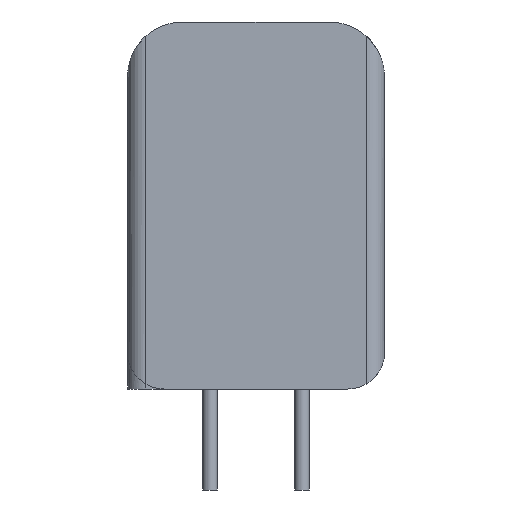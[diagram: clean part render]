
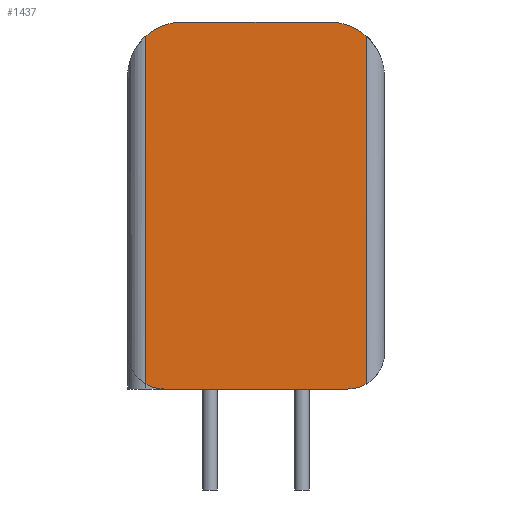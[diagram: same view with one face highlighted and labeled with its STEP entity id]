
A CAD part, front view. The second image highlights one B-rep face of the part: STEP entity #1437.
In plain terms, the highlighted planar face has unit normal (0, -1, 0).
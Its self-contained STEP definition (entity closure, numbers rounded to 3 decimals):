
#227 = VERTEX_POINT('',#228);
#228 = CARTESIAN_POINT('',(-2.5,-2.,2.4));
#242 = PLANE('',#243);
#243 = AXIS2_PLACEMENT_3D('',#244,#245,#246);
#244 = CARTESIAN_POINT('',(2.5,0.05,2.4));
#245 = DIRECTION('',(-0.,-0.,-1.));
#246 = DIRECTION('',(-1.,0.,0.));
#268 = PLANE('',#269);
#269 = AXIS2_PLACEMENT_3D('',#270,#271,#272);
#270 = CARTESIAN_POINT('',(8.5,-2.,2.4));
#271 = DIRECTION('',(0.,-1.,0.));
#272 = DIRECTION('',(-1.,0.,0.));
#377 = CYLINDRICAL_SURFACE('',#378,3.);
#378 = AXIS2_PLACEMENT_3D('',#379,#380,#381);
#379 = CARTESIAN_POINT('',(-1.5,-2.,19.4));
#380 = DIRECTION('',(0.,-1.,0.));
#381 = DIRECTION('',(1.,0.,0.));
#444 = CYLINDRICAL_SURFACE('',#445,1.);
#445 = AXIS2_PLACEMENT_3D('',#446,#447,#448);
#446 = CARTESIAN_POINT('',(-3.5,-1.,2.4));
#447 = DIRECTION('',(-0.,-0.,-1.));
#448 = DIRECTION('',(1.,0.,0.));
#484 = VERTEX_POINT('',#485);
#485 = CARTESIAN_POINT('',(-3.5,-2.,2.668));
#759 = EDGE_CURVE('',#484,#227,#760,.T.);
#760 = SURFACE_CURVE('',#761,(#766,#773),.PCURVE_S1.);
#761 = CIRCLE('',#762,2.);
#762 = AXIS2_PLACEMENT_3D('',#763,#764,#765);
#763 = CARTESIAN_POINT('',(-2.5,-2.,4.4));
#764 = DIRECTION('',(0.,-1.,0.));
#765 = DIRECTION('',(1.,0.,0.));
#766 = PCURVE('',#268,#767);
#767 = DEFINITIONAL_REPRESENTATION('',(#768),#772);
#768 = CIRCLE('',#769,2.);
#769 = AXIS2_PLACEMENT_2D('',#770,#771);
#770 = CARTESIAN_POINT('',(11.,-2.));
#771 = DIRECTION('',(-1.,-0.));
#772 = ( GEOMETRIC_REPRESENTATION_CONTEXT(2) 
PARAMETRIC_REPRESENTATION_CONTEXT() REPRESENTATION_CONTEXT('2D SPACE',''
  ) );
#773 = PCURVE('',#774,#779);
#774 = PLANE('',#775);
#775 = AXIS2_PLACEMENT_3D('',#776,#777,#778);
#776 = CARTESIAN_POINT('',(8.5,-2.,2.4));
#777 = DIRECTION('',(0.,-1.,0.));
#778 = DIRECTION('',(-1.,0.,0.));
#779 = DEFINITIONAL_REPRESENTATION('',(#780),#784);
#780 = CIRCLE('',#781,2.);
#781 = AXIS2_PLACEMENT_2D('',#782,#783);
#782 = CARTESIAN_POINT('',(11.,-2.));
#783 = DIRECTION('',(-1.,-0.));
#784 = ( GEOMETRIC_REPRESENTATION_CONTEXT(2) 
PARAMETRIC_REPRESENTATION_CONTEXT() REPRESENTATION_CONTEXT('2D SPACE',''
  ) );
#790 = EDGE_CURVE('',#791,#227,#793,.T.);
#791 = VERTEX_POINT('',#792);
#792 = CARTESIAN_POINT('',(7.5,-2.,2.4));
#793 = SURFACE_CURVE('',#794,(#798,#805),.PCURVE_S1.);
#794 = LINE('',#795,#796);
#795 = CARTESIAN_POINT('',(8.5,-2.,2.4));
#796 = VECTOR('',#797,1.);
#797 = DIRECTION('',(-1.,0.,0.));
#798 = PCURVE('',#242,#799);
#799 = DEFINITIONAL_REPRESENTATION('',(#800),#804);
#800 = LINE('',#801,#802);
#801 = CARTESIAN_POINT('',(-6.,-2.05));
#802 = VECTOR('',#803,1.);
#803 = DIRECTION('',(1.,0.));
#804 = ( GEOMETRIC_REPRESENTATION_CONTEXT(2) 
PARAMETRIC_REPRESENTATION_CONTEXT() REPRESENTATION_CONTEXT('2D SPACE',''
  ) );
#805 = PCURVE('',#774,#806);
#806 = DEFINITIONAL_REPRESENTATION('',(#807),#811);
#807 = LINE('',#808,#809);
#808 = CARTESIAN_POINT('',(0.,-0.));
#809 = VECTOR('',#810,1.);
#810 = DIRECTION('',(1.,0.));
#811 = ( GEOMETRIC_REPRESENTATION_CONTEXT(2) 
PARAMETRIC_REPRESENTATION_CONTEXT() REPRESENTATION_CONTEXT('2D SPACE',''
  ) );
#851 = CYLINDRICAL_SURFACE('',#852,2.);
#852 = AXIS2_PLACEMENT_3D('',#853,#854,#855);
#853 = CARTESIAN_POINT('',(7.5,-2.,4.4));
#854 = DIRECTION('',(0.,-1.,0.));
#855 = DIRECTION('',(1.,0.,0.));
#963 = EDGE_CURVE('',#964,#966,#968,.T.);
#964 = VERTEX_POINT('',#965);
#965 = CARTESIAN_POINT('',(-1.5,-2.,22.4));
#966 = VERTEX_POINT('',#967);
#967 = CARTESIAN_POINT('',(-3.5,-2.,21.636));
#968 = SURFACE_CURVE('',#969,(#974,#981),.PCURVE_S1.);
#969 = CIRCLE('',#970,3.);
#970 = AXIS2_PLACEMENT_3D('',#971,#972,#973);
#971 = CARTESIAN_POINT('',(-1.5,-2.,19.4));
#972 = DIRECTION('',(0.,-1.,0.));
#973 = DIRECTION('',(1.,0.,0.));
#974 = PCURVE('',#377,#975);
#975 = DEFINITIONAL_REPRESENTATION('',(#976),#980);
#976 = LINE('',#977,#978);
#977 = CARTESIAN_POINT('',(0.,0.));
#978 = VECTOR('',#979,1.);
#979 = DIRECTION('',(1.,0.));
#980 = ( GEOMETRIC_REPRESENTATION_CONTEXT(2) 
PARAMETRIC_REPRESENTATION_CONTEXT() REPRESENTATION_CONTEXT('2D SPACE',''
  ) );
#981 = PCURVE('',#774,#982);
#982 = DEFINITIONAL_REPRESENTATION('',(#983),#987);
#983 = CIRCLE('',#984,3.);
#984 = AXIS2_PLACEMENT_2D('',#985,#986);
#985 = CARTESIAN_POINT('',(10.,-17.));
#986 = DIRECTION('',(-1.,-0.));
#987 = ( GEOMETRIC_REPRESENTATION_CONTEXT(2) 
PARAMETRIC_REPRESENTATION_CONTEXT() REPRESENTATION_CONTEXT('2D SPACE',''
  ) );
#1005 = PLANE('',#1006);
#1006 = AXIS2_PLACEMENT_3D('',#1007,#1008,#1009);
#1007 = CARTESIAN_POINT('',(2.5,0.05,22.4));
#1008 = DIRECTION('',(-0.,-0.,-1.));
#1009 = DIRECTION('',(-1.,0.,0.));
#1344 = CYLINDRICAL_SURFACE('',#1345,3.);
#1345 = AXIS2_PLACEMENT_3D('',#1346,#1347,#1348);
#1346 = CARTESIAN_POINT('',(6.5,-2.,19.4));
#1347 = DIRECTION('',(0.,-1.,0.));
#1348 = DIRECTION('',(1.,0.,0.));
#1417 = EDGE_CURVE('',#484,#966,#1418,.T.);
#1418 = SURFACE_CURVE('',#1419,(#1423,#1430),.PCURVE_S1.);
#1419 = LINE('',#1420,#1421);
#1420 = CARTESIAN_POINT('',(-3.5,-2.,2.4));
#1421 = VECTOR('',#1422,1.);
#1422 = DIRECTION('',(0.,0.,1.));
#1423 = PCURVE('',#444,#1424);
#1424 = DEFINITIONAL_REPRESENTATION('',(#1425),#1429);
#1425 = LINE('',#1426,#1427);
#1426 = CARTESIAN_POINT('',(-4.712,0.));
#1427 = VECTOR('',#1428,1.);
#1428 = DIRECTION('',(-0.,-1.));
#1429 = ( GEOMETRIC_REPRESENTATION_CONTEXT(2) 
PARAMETRIC_REPRESENTATION_CONTEXT() REPRESENTATION_CONTEXT('2D SPACE',''
  ) );
#1430 = PCURVE('',#774,#1431);
#1431 = DEFINITIONAL_REPRESENTATION('',(#1432),#1436);
#1432 = LINE('',#1433,#1434);
#1433 = CARTESIAN_POINT('',(12.,0.));
#1434 = VECTOR('',#1435,1.);
#1435 = DIRECTION('',(0.,-1.));
#1436 = ( GEOMETRIC_REPRESENTATION_CONTEXT(2) 
PARAMETRIC_REPRESENTATION_CONTEXT() REPRESENTATION_CONTEXT('2D SPACE',''
  ) );
#1437 = ADVANCED_FACE('',(#1438),#774,.T.);
#1438 = FACE_BOUND('',#1439,.T.);
#1439 = EDGE_LOOP('',(#1440,#1464,#1492,#1516,#1537,#1538,#1539,#1540));
#1440 = ORIENTED_EDGE('',*,*,#1441,.T.);
#1441 = EDGE_CURVE('',#791,#1442,#1444,.T.);
#1442 = VERTEX_POINT('',#1443);
#1443 = CARTESIAN_POINT('',(8.5,-2.,2.668));
#1444 = SURFACE_CURVE('',#1445,(#1450,#1457),.PCURVE_S1.);
#1445 = CIRCLE('',#1446,2.);
#1446 = AXIS2_PLACEMENT_3D('',#1447,#1448,#1449);
#1447 = CARTESIAN_POINT('',(7.5,-2.,4.4));
#1448 = DIRECTION('',(0.,-1.,0.));
#1449 = DIRECTION('',(1.,0.,0.));
#1450 = PCURVE('',#774,#1451);
#1451 = DEFINITIONAL_REPRESENTATION('',(#1452),#1456);
#1452 = CIRCLE('',#1453,2.);
#1453 = AXIS2_PLACEMENT_2D('',#1454,#1455);
#1454 = CARTESIAN_POINT('',(1.,-2.));
#1455 = DIRECTION('',(-1.,-0.));
#1456 = ( GEOMETRIC_REPRESENTATION_CONTEXT(2) 
PARAMETRIC_REPRESENTATION_CONTEXT() REPRESENTATION_CONTEXT('2D SPACE',''
  ) );
#1457 = PCURVE('',#851,#1458);
#1458 = DEFINITIONAL_REPRESENTATION('',(#1459),#1463);
#1459 = LINE('',#1460,#1461);
#1460 = CARTESIAN_POINT('',(0.,0.));
#1461 = VECTOR('',#1462,1.);
#1462 = DIRECTION('',(1.,0.));
#1463 = ( GEOMETRIC_REPRESENTATION_CONTEXT(2) 
PARAMETRIC_REPRESENTATION_CONTEXT() REPRESENTATION_CONTEXT('2D SPACE',''
  ) );
#1464 = ORIENTED_EDGE('',*,*,#1465,.T.);
#1465 = EDGE_CURVE('',#1442,#1466,#1468,.T.);
#1466 = VERTEX_POINT('',#1467);
#1467 = CARTESIAN_POINT('',(8.5,-2.,21.636));
#1468 = SURFACE_CURVE('',#1469,(#1473,#1480),.PCURVE_S1.);
#1469 = LINE('',#1470,#1471);
#1470 = CARTESIAN_POINT('',(8.5,-2.,2.4));
#1471 = VECTOR('',#1472,1.);
#1472 = DIRECTION('',(0.,0.,1.));
#1473 = PCURVE('',#774,#1474);
#1474 = DEFINITIONAL_REPRESENTATION('',(#1475),#1479);
#1475 = LINE('',#1476,#1477);
#1476 = CARTESIAN_POINT('',(0.,-0.));
#1477 = VECTOR('',#1478,1.);
#1478 = DIRECTION('',(0.,-1.));
#1479 = ( GEOMETRIC_REPRESENTATION_CONTEXT(2) 
PARAMETRIC_REPRESENTATION_CONTEXT() REPRESENTATION_CONTEXT('2D SPACE',''
  ) );
#1480 = PCURVE('',#1481,#1486);
#1481 = CYLINDRICAL_SURFACE('',#1482,1.);
#1482 = AXIS2_PLACEMENT_3D('',#1483,#1484,#1485);
#1483 = CARTESIAN_POINT('',(8.5,-1.,2.4));
#1484 = DIRECTION('',(-0.,-0.,-1.));
#1485 = DIRECTION('',(1.,0.,0.));
#1486 = DEFINITIONAL_REPRESENTATION('',(#1487),#1491);
#1487 = LINE('',#1488,#1489);
#1488 = CARTESIAN_POINT('',(-4.712,0.));
#1489 = VECTOR('',#1490,1.);
#1490 = DIRECTION('',(-0.,-1.));
#1491 = ( GEOMETRIC_REPRESENTATION_CONTEXT(2) 
PARAMETRIC_REPRESENTATION_CONTEXT() REPRESENTATION_CONTEXT('2D SPACE',''
  ) );
#1492 = ORIENTED_EDGE('',*,*,#1493,.T.);
#1493 = EDGE_CURVE('',#1466,#1494,#1496,.T.);
#1494 = VERTEX_POINT('',#1495);
#1495 = CARTESIAN_POINT('',(6.5,-2.,22.4));
#1496 = SURFACE_CURVE('',#1497,(#1502,#1509),.PCURVE_S1.);
#1497 = CIRCLE('',#1498,3.);
#1498 = AXIS2_PLACEMENT_3D('',#1499,#1500,#1501);
#1499 = CARTESIAN_POINT('',(6.5,-2.,19.4));
#1500 = DIRECTION('',(0.,-1.,0.));
#1501 = DIRECTION('',(1.,0.,0.));
#1502 = PCURVE('',#774,#1503);
#1503 = DEFINITIONAL_REPRESENTATION('',(#1504),#1508);
#1504 = CIRCLE('',#1505,3.);
#1505 = AXIS2_PLACEMENT_2D('',#1506,#1507);
#1506 = CARTESIAN_POINT('',(2.,-17.));
#1507 = DIRECTION('',(-1.,-0.));
#1508 = ( GEOMETRIC_REPRESENTATION_CONTEXT(2) 
PARAMETRIC_REPRESENTATION_CONTEXT() REPRESENTATION_CONTEXT('2D SPACE',''
  ) );
#1509 = PCURVE('',#1344,#1510);
#1510 = DEFINITIONAL_REPRESENTATION('',(#1511),#1515);
#1511 = LINE('',#1512,#1513);
#1512 = CARTESIAN_POINT('',(0.,0.));
#1513 = VECTOR('',#1514,1.);
#1514 = DIRECTION('',(1.,0.));
#1515 = ( GEOMETRIC_REPRESENTATION_CONTEXT(2) 
PARAMETRIC_REPRESENTATION_CONTEXT() REPRESENTATION_CONTEXT('2D SPACE',''
  ) );
#1516 = ORIENTED_EDGE('',*,*,#1517,.T.);
#1517 = EDGE_CURVE('',#1494,#964,#1518,.T.);
#1518 = SURFACE_CURVE('',#1519,(#1523,#1530),.PCURVE_S1.);
#1519 = LINE('',#1520,#1521);
#1520 = CARTESIAN_POINT('',(8.5,-2.,22.4));
#1521 = VECTOR('',#1522,1.);
#1522 = DIRECTION('',(-1.,0.,0.));
#1523 = PCURVE('',#774,#1524);
#1524 = DEFINITIONAL_REPRESENTATION('',(#1525),#1529);
#1525 = LINE('',#1526,#1527);
#1526 = CARTESIAN_POINT('',(0.,-20.));
#1527 = VECTOR('',#1528,1.);
#1528 = DIRECTION('',(1.,0.));
#1529 = ( GEOMETRIC_REPRESENTATION_CONTEXT(2) 
PARAMETRIC_REPRESENTATION_CONTEXT() REPRESENTATION_CONTEXT('2D SPACE',''
  ) );
#1530 = PCURVE('',#1005,#1531);
#1531 = DEFINITIONAL_REPRESENTATION('',(#1532),#1536);
#1532 = LINE('',#1533,#1534);
#1533 = CARTESIAN_POINT('',(-6.,-2.05));
#1534 = VECTOR('',#1535,1.);
#1535 = DIRECTION('',(1.,0.));
#1536 = ( GEOMETRIC_REPRESENTATION_CONTEXT(2) 
PARAMETRIC_REPRESENTATION_CONTEXT() REPRESENTATION_CONTEXT('2D SPACE',''
  ) );
#1537 = ORIENTED_EDGE('',*,*,#963,.T.);
#1538 = ORIENTED_EDGE('',*,*,#1417,.F.);
#1539 = ORIENTED_EDGE('',*,*,#759,.T.);
#1540 = ORIENTED_EDGE('',*,*,#790,.F.);
